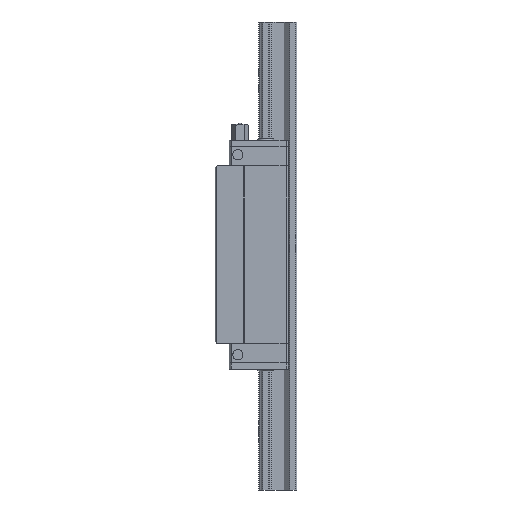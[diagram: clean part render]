
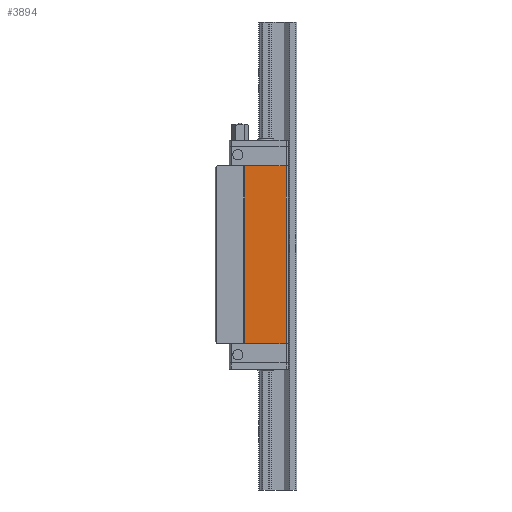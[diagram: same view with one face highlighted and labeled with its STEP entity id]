
A CAD part, left-side view. The second image highlights one B-rep face of the part: STEP entity #3894.
In plain terms, the highlighted planar face has unit normal (-1, 0, 0).
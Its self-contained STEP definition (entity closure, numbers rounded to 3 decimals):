
#287 = CARTESIAN_POINT ( 'NONE',  ( -16.7, 30.4, 10.7 ) ) ;
#959 = VERTEX_POINT ( 'NONE', #8147 ) ;
#1359 = LINE ( 'NONE', #287, #5893 ) ;
#1589 = DIRECTION ( 'NONE',  ( 0., 0., -1. ) ) ;
#1800 = DIRECTION ( 'NONE',  ( 0., 0., 1. ) ) ;
#1886 = EDGE_LOOP ( 'NONE', ( #3064, #6330, #10091, #2045 ) ) ;
#2008 = DIRECTION ( 'NONE',  ( 0., 1., 0. ) ) ;
#2045 = ORIENTED_EDGE ( 'NONE', *, *, #3304, .F. ) ;
#2653 = DIRECTION ( 'NONE',  ( 1., 0., 0. ) ) ;
#2878 = CARTESIAN_POINT ( 'NONE',  ( -16.7, -30.4, 10.7 ) ) ;
#2932 = VERTEX_POINT ( 'NONE', #9337 ) ;
#3064 = ORIENTED_EDGE ( 'NONE', *, *, #10043, .F. ) ;
#3076 = CARTESIAN_POINT ( 'NONE',  ( -16.7, -30.4, 3.7 ) ) ;
#3304 = EDGE_CURVE ( 'NONE', #959, #2932, #1359, .T. ) ;
#3721 = CARTESIAN_POINT ( 'NONE',  ( -16.7, -30.4, 3.7 ) ) ;
#3894 = ADVANCED_FACE ( 'NONE', ( #4578 ), #4797, .F. ) ;
#3943 = LINE ( 'NONE', #2878, #4605 ) ;
#4143 = LINE ( 'NONE', #3076, #5634 ) ;
#4578 = FACE_OUTER_BOUND ( 'NONE', #1886, .T. ) ;
#4605 = VECTOR ( 'NONE', #1800, 1000. ) ;
#4797 = PLANE ( 'NONE',  #8570 ) ;
#5423 = VERTEX_POINT ( 'NONE', #6469 ) ;
#5588 = CARTESIAN_POINT ( 'NONE',  ( -16.7, -30.4, 18. ) ) ;
#5634 = VECTOR ( 'NONE', #2008, 1000. ) ;
#5893 = VECTOR ( 'NONE', #9594, 1000. ) ;
#6257 = EDGE_CURVE ( 'NONE', #2932, #10211, #10248, .T. ) ;
#6330 = ORIENTED_EDGE ( 'NONE', *, *, #8290, .T. ) ;
#6469 = CARTESIAN_POINT ( 'NONE',  ( -16.7, -30.4, 3.7 ) ) ;
#8118 = DIRECTION ( 'NONE',  ( 0., -1., 0. ) ) ;
#8147 = CARTESIAN_POINT ( 'NONE',  ( -16.7, 30.4, 3.7 ) ) ;
#8290 = EDGE_CURVE ( 'NONE', #5423, #10211, #3943, .T. ) ;
#8570 = AXIS2_PLACEMENT_3D ( 'NONE', #3721, #2653, #1589 ) ;
#9065 = VECTOR ( 'NONE', #8118, 1000. ) ;
#9187 = CARTESIAN_POINT ( 'NONE',  ( -16.7, -30.4, 18. ) ) ;
#9337 = CARTESIAN_POINT ( 'NONE',  ( -16.7, 30.4, 18. ) ) ;
#9594 = DIRECTION ( 'NONE',  ( 0., 0., 1. ) ) ;
#10043 = EDGE_CURVE ( 'NONE', #5423, #959, #4143, .T. ) ;
#10091 = ORIENTED_EDGE ( 'NONE', *, *, #6257, .F. ) ;
#10211 = VERTEX_POINT ( 'NONE', #5588 ) ;
#10248 = LINE ( 'NONE', #9187, #9065 ) ;
